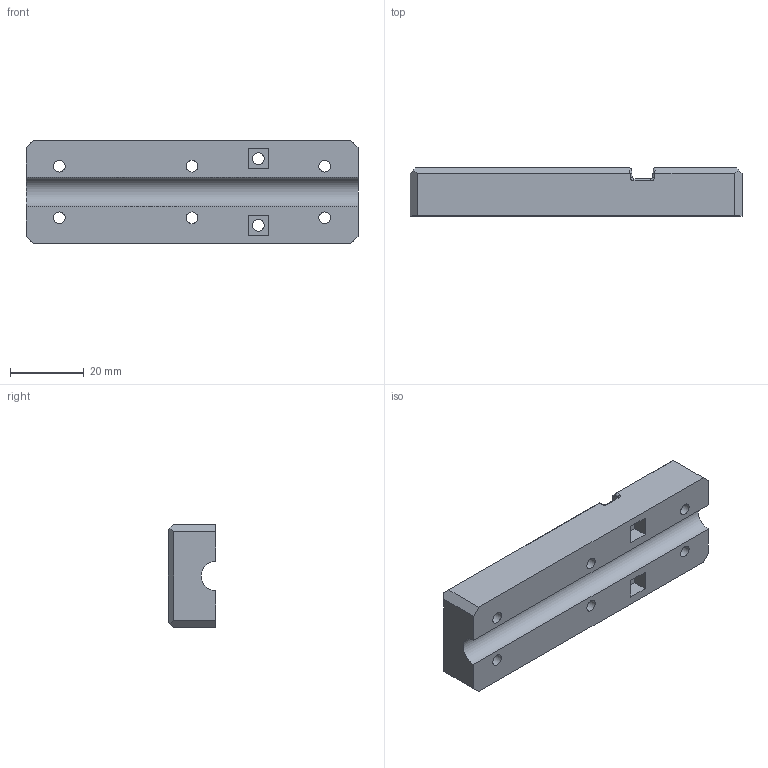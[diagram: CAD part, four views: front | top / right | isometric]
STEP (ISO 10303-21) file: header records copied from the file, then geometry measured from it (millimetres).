
FILE_DESCRIPTION(('FreeCAD Model'),'2;1');
FILE_NAME('Open CASCADE Shape Model','2022-04-16T15:54:38',('Author'),( ''),'Open CASCADE STEP processor 7.5','FreeCAD','Unknown');
FILE_SCHEMA(('AUTOMOTIVE_DESIGN { 1 0 10303 214 1 1 1 1 }'));
Length unit declared in the file: millimetre
Products named in the file (1): th3 axle mount
Bounding box: 90 x 13 x 28 mm (x, y, z)
Volume: 28103.5 mm3; surface area: 9493.3 mm2
Topology: 1 solids, 1 shells, 70 faces, 190 edges, 130 vertices
Faces by surface type: plane 37, cylinder 29, torus 4
Full cylindrical faces by diameter (mm): 3.2 x8, 6.5 x6
Entity records: 5239 total; most frequent: CARTESIAN_POINT 1397, DIRECTION 729, LINE 406, VECTOR 406, ORIENTED_EDGE 380, PCURVE 380, DEFINITIONAL_REPRESENTATION 380, EDGE_CURVE 190
